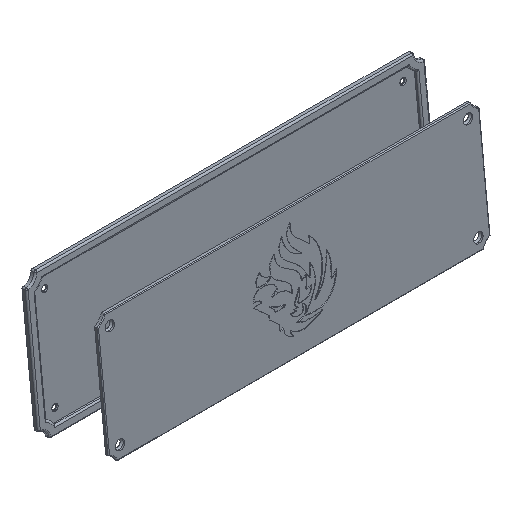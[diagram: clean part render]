
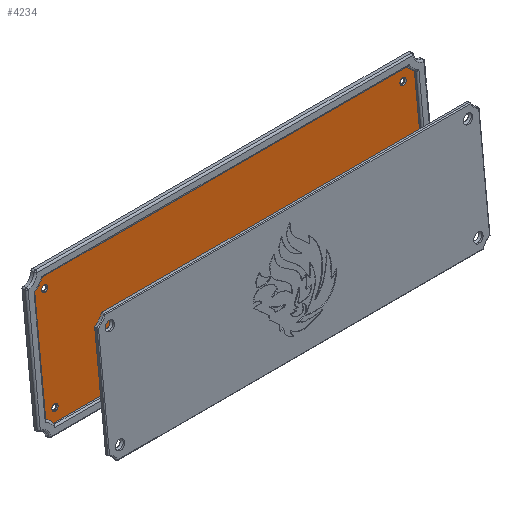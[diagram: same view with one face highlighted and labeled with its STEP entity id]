
A CAD part, isometric view. The second image highlights one B-rep face of the part: STEP entity #4234.
In plain terms, the highlighted planar face has unit normal (0, -0.995, 0.104).
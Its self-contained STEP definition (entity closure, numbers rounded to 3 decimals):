
#374=FACE_BOUND('',#820,.T.);
#375=FACE_BOUND('',#821,.T.);
#376=FACE_BOUND('',#822,.T.);
#377=FACE_BOUND('',#823,.T.);
#402=PLANE('',#4556);
#573=FACE_OUTER_BOUND('',#819,.T.);
#819=EDGE_LOOP('',(#3055,#3056,#3057,#3058,#3059,#3060,#3061,#3062,#3063,
#3064,#3065,#3066,#3067,#3068));
#820=EDGE_LOOP('',(#3069));
#821=EDGE_LOOP('',(#3070));
#822=EDGE_LOOP('',(#3071));
#823=EDGE_LOOP('',(#3072));
#1055=LINE('',#5660,#1366);
#1059=LINE('',#5667,#1370);
#1062=LINE('',#5675,#1373);
#1084=LINE('',#5798,#1395);
#1086=LINE('',#5804,#1397);
#1087=LINE('',#5807,#1398);
#1088=LINE('',#5811,#1399);
#1089=LINE('',#5814,#1400);
#1366=VECTOR('',#4777,10.);
#1370=VECTOR('',#4781,10.);
#1373=VECTOR('',#4790,10.);
#1395=VECTOR('',#4944,10.);
#1397=VECTOR('',#4952,10.);
#1398=VECTOR('',#4955,10.);
#1399=VECTOR('',#4958,10.);
#1400=VECTOR('',#4961,10.);
#1658=CIRCLE('',#4446,2.);
#1661=CIRCLE('',#4451,2.);
#1664=CIRCLE('',#4456,2.);
#1667=CIRCLE('',#4461,2.);
#1678=CIRCLE('',#4482,12.1);
#1679=CIRCLE('',#4485,12.1);
#1718=CIRCLE('',#4551,12.1);
#1719=CIRCLE('',#4554,12.1);
#1720=CIRCLE('',#4557,2.);
#1721=CIRCLE('',#4558,2.);
#1762=VERTEX_POINT('',#5459);
#1765=VERTEX_POINT('',#5469);
#1768=VERTEX_POINT('',#5479);
#1771=VERTEX_POINT('',#5489);
#1790=VERTEX_POINT('',#5651);
#1791=VERTEX_POINT('',#5653);
#1792=VERTEX_POINT('',#5657);
#1793=VERTEX_POINT('',#5659);
#1796=VERTEX_POINT('',#5665);
#1797=VERTEX_POINT('',#5669);
#1798=VERTEX_POINT('',#5673);
#1832=VERTEX_POINT('',#5792);
#1833=VERTEX_POINT('',#5796);
#1834=VERTEX_POINT('',#5800);
#1835=VERTEX_POINT('',#5806);
#1836=VERTEX_POINT('',#5808);
#1837=VERTEX_POINT('',#5810);
#1838=VERTEX_POINT('',#5812);
#2188=EDGE_CURVE('',#1762,#1762,#1658,.T.);
#2193=EDGE_CURVE('',#1765,#1765,#1661,.T.);
#2198=EDGE_CURVE('',#1768,#1768,#1664,.T.);
#2203=EDGE_CURVE('',#1771,#1771,#1667,.T.);
#2233=EDGE_CURVE('',#1790,#1791,#1678,.T.);
#2236=EDGE_CURVE('',#1792,#1793,#1055,.T.);
#2240=EDGE_CURVE('',#1796,#1790,#1059,.T.);
#2242=EDGE_CURVE('',#1797,#1792,#1679,.T.);
#2244=EDGE_CURVE('',#1798,#1797,#1062,.T.);
#2303=EDGE_CURVE('',#1832,#1798,#1718,.T.);
#2305=EDGE_CURVE('',#1833,#1832,#1084,.T.);
#2307=EDGE_CURVE('',#1834,#1833,#1719,.T.);
#2308=EDGE_CURVE('',#1791,#1834,#1086,.T.);
#2309=EDGE_CURVE('',#1835,#1796,#1087,.T.);
#2310=EDGE_CURVE('',#1836,#1835,#1720,.T.);
#2311=EDGE_CURVE('',#1837,#1836,#1088,.T.);
#2312=EDGE_CURVE('',#1838,#1837,#1721,.T.);
#2313=EDGE_CURVE('',#1793,#1838,#1089,.T.);
#3055=ORIENTED_EDGE('',*,*,#2309,.F.);
#3056=ORIENTED_EDGE('',*,*,#2310,.F.);
#3057=ORIENTED_EDGE('',*,*,#2311,.F.);
#3058=ORIENTED_EDGE('',*,*,#2312,.F.);
#3059=ORIENTED_EDGE('',*,*,#2313,.F.);
#3060=ORIENTED_EDGE('',*,*,#2236,.F.);
#3061=ORIENTED_EDGE('',*,*,#2242,.F.);
#3062=ORIENTED_EDGE('',*,*,#2244,.F.);
#3063=ORIENTED_EDGE('',*,*,#2303,.F.);
#3064=ORIENTED_EDGE('',*,*,#2305,.F.);
#3065=ORIENTED_EDGE('',*,*,#2307,.F.);
#3066=ORIENTED_EDGE('',*,*,#2308,.F.);
#3067=ORIENTED_EDGE('',*,*,#2233,.F.);
#3068=ORIENTED_EDGE('',*,*,#2240,.F.);
#3069=ORIENTED_EDGE('',*,*,#2188,.T.);
#3070=ORIENTED_EDGE('',*,*,#2193,.T.);
#3071=ORIENTED_EDGE('',*,*,#2198,.T.);
#3072=ORIENTED_EDGE('',*,*,#2203,.T.);
#4234=ADVANCED_FACE('',(#573,#374,#375,#376,#377),#402,.T.);
#4446=AXIS2_PLACEMENT_3D('',#5460,#4682,#4683);
#4451=AXIS2_PLACEMENT_3D('',#5470,#4694,#4695);
#4456=AXIS2_PLACEMENT_3D('',#5480,#4706,#4707);
#4461=AXIS2_PLACEMENT_3D('',#5490,#4718,#4719);
#4482=AXIS2_PLACEMENT_3D('',#5654,#4771,#4772);
#4485=AXIS2_PLACEMENT_3D('',#5671,#4785,#4786);
#4551=AXIS2_PLACEMENT_3D('',#5794,#4939,#4940);
#4554=AXIS2_PLACEMENT_3D('',#5802,#4948,#4949);
#4556=AXIS2_PLACEMENT_3D('',#5805,#4953,#4954);
#4557=AXIS2_PLACEMENT_3D('',#5809,#4956,#4957);
#4558=AXIS2_PLACEMENT_3D('',#5813,#4959,#4960);
#4682=DIRECTION('center_axis',(0.,0.995,
-0.105));
#4683=DIRECTION('ref_axis',(0.,0.105,0.995));
#4694=DIRECTION('center_axis',(0.,0.995,
-0.105));
#4695=DIRECTION('ref_axis',(0.,0.105,0.995));
#4706=DIRECTION('center_axis',(0.,0.995,
-0.105));
#4707=DIRECTION('ref_axis',(0.,0.105,0.995));
#4718=DIRECTION('center_axis',(0.,0.995,
-0.105));
#4719=DIRECTION('ref_axis',(0.,0.105,0.995));
#4771=DIRECTION('center_axis',(0.,-0.995,
0.105));
#4772=DIRECTION('ref_axis',(0.886,0.048,0.46));
#4777=DIRECTION('',(-1.,0.,0.));
#4781=DIRECTION('',(-1.,0.,0.));
#4785=DIRECTION('center_axis',(0.,-0.995,
0.105));
#4786=DIRECTION('ref_axis',(-0.463,0.093,0.882));
#4790=DIRECTION('',(0.,-0.105,-0.995));
#4939=DIRECTION('center_axis',(0.,-0.995,
0.105));
#4940=DIRECTION('ref_axis',(-0.886,-0.048,-0.46));
#4944=DIRECTION('',(1.,0.,0.));
#4948=DIRECTION('center_axis',(0.,-0.995,
0.105));
#4949=DIRECTION('ref_axis',(0.463,-0.093,-0.882));
#4952=DIRECTION('',(0.,0.105,0.995));
#4953=DIRECTION('center_axis',(0.,-0.995,
0.105));
#4954=DIRECTION('ref_axis',(0.,0.105,0.995));
#4955=DIRECTION('',(0.,-0.105,-0.995));
#4956=DIRECTION('center_axis',(0.,-0.995,
0.105));
#4957=DIRECTION('ref_axis',(0.,0.105,0.995));
#4958=DIRECTION('',(-1.,0.,0.));
#4959=DIRECTION('center_axis',(0.,-0.995,
0.105));
#4960=DIRECTION('ref_axis',(0.,0.105,0.995));
#4961=DIRECTION('',(0.,0.105,0.995));
#5459=CARTESIAN_POINT('',(-115.6,-37.913,-29.654));
#5460=CARTESIAN_POINT('Origin',(-115.6,-37.704,-27.665));
#5469=CARTESIAN_POINT('',(-115.6,-31.279,33.468));
#5470=CARTESIAN_POINT('Origin',(-115.6,-31.07,35.457));
#5479=CARTESIAN_POINT('',(115.6,-31.279,33.468));
#5480=CARTESIAN_POINT('Origin',(115.6,-31.07,35.457));
#5489=CARTESIAN_POINT('',(115.6,-37.913,-29.654));
#5490=CARTESIAN_POINT('Origin',(115.6,-37.704,-27.665));
#5651=CARTESIAN_POINT('',(-118.02,-38.493,-35.17));
#5653=CARTESIAN_POINT('',(-123.146,-37.957,-30.072));
#5654=CARTESIAN_POINT('Origin',(-128.746,-39.078,-40.74));
#5657=CARTESIAN_POINT('',(118.02,-38.493,-35.17));
#5659=CARTESIAN_POINT('',(9.25,-38.493,-35.17));
#5660=CARTESIAN_POINT('',(59.01,-38.493,-35.17));
#5665=CARTESIAN_POINT('',(-9.25,-38.493,-35.17));
#5667=CARTESIAN_POINT('',(59.01,-38.493,-35.17));
#5669=CARTESIAN_POINT('',(123.146,-37.957,-30.072));
#5671=CARTESIAN_POINT('Origin',(128.746,-39.078,-40.74));
#5673=CARTESIAN_POINT('',(123.146,-30.817,37.864));
#5675=CARTESIAN_POINT('',(123.146,-32.602,20.88));
#5792=CARTESIAN_POINT('',(118.02,-30.281,42.962));
#5794=CARTESIAN_POINT('Origin',(128.746,-29.695,48.532));
#5796=CARTESIAN_POINT('',(-118.02,-30.281,42.962));
#5798=CARTESIAN_POINT('',(-59.01,-30.281,42.962));
#5800=CARTESIAN_POINT('',(-123.146,-30.817,37.864));
#5802=CARTESIAN_POINT('Origin',(-128.746,-29.695,48.532));
#5804=CARTESIAN_POINT('',(-123.146,-36.172,-13.088));
#5805=CARTESIAN_POINT('Origin',(0.,-34.387,
3.896));
#5806=CARTESIAN_POINT('',(-9.25,-37.406,-24.827));
#5807=CARTESIAN_POINT('',(-9.25,-36.68,-17.925));
#5808=CARTESIAN_POINT('',(-7.25,-37.197,-22.838));
#5809=CARTESIAN_POINT('Origin',(-7.25,-37.406,-24.827));
#5810=CARTESIAN_POINT('',(7.25,-37.197,-22.838));
#5811=CARTESIAN_POINT('',(4.625,-37.197,-22.838));
#5812=CARTESIAN_POINT('',(9.25,-37.406,-24.827));
#5813=CARTESIAN_POINT('Origin',(7.25,-37.406,-24.827));
#5814=CARTESIAN_POINT('',(9.25,-36.68,-17.925));
